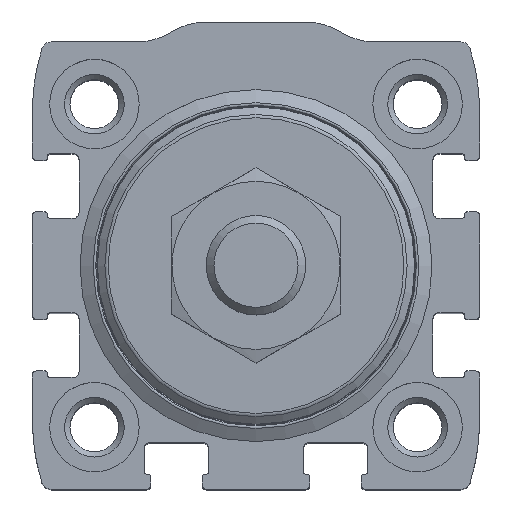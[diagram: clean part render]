
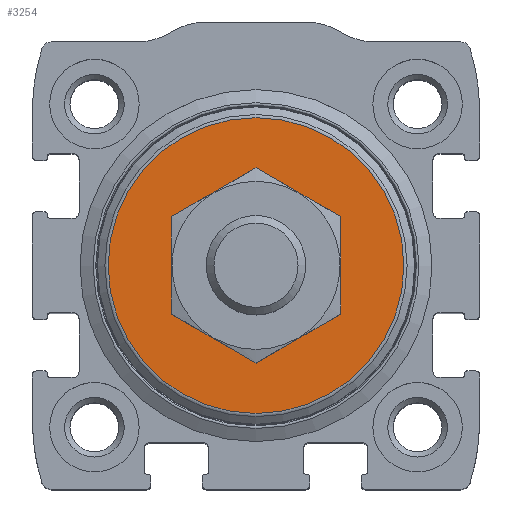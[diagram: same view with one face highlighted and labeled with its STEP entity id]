
A CAD part, top view. The second image highlights one B-rep face of the part: STEP entity #3254.
In plain terms, the highlighted planar face has unit normal (0, 0, 1).
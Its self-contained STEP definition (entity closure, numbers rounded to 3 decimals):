
#246=CIRCLE('',#3650,14.875);
#247=CIRCLE('',#3652,6.173);
#1129=ORIENTED_EDGE('',*,*,#1632,.T.);
#1130=ORIENTED_EDGE('',*,*,#1631,.F.);
#1631=EDGE_CURVE('',#1962,#1962,#246,.T.);
#1632=EDGE_CURVE('',#1963,#1963,#247,.T.);
#1962=VERTEX_POINT('',#5555);
#1963=VERTEX_POINT('',#5558);
#2687=EDGE_LOOP('',(#1129));
#2688=EDGE_LOOP('',(#1130));
#2953=FACE_BOUND('',#2687,.T.);
#2954=FACE_BOUND('',#2688,.T.);
#3078=PLANE('',#3651);
#3254=ADVANCED_FACE('',(#2953,#2954),#3078,.T.);
#3650=AXIS2_PLACEMENT_3D('',#5554,#4586,#4587);
#3651=AXIS2_PLACEMENT_3D('',#5556,#4588,#4589);
#3652=AXIS2_PLACEMENT_3D('',#5557,#4590,#4591);
#4586=DIRECTION('',(0.,0.,-1.));
#4587=DIRECTION('',(-1.,0.,0.));
#4588=DIRECTION('',(0.,0.,1.));
#4589=DIRECTION('',(1.,0.,0.));
#4590=DIRECTION('',(0.,0.,-1.));
#4591=DIRECTION('',(-1.,0.,0.));
#5554=CARTESIAN_POINT('',(0.,0.,39.8));
#5555=CARTESIAN_POINT('',(-14.875,0.,39.8));
#5556=CARTESIAN_POINT('',(0.,14.875,39.8));
#5557=CARTESIAN_POINT('',(0.,0.,39.8));
#5558=CARTESIAN_POINT('',(-6.173,0.,39.8));
